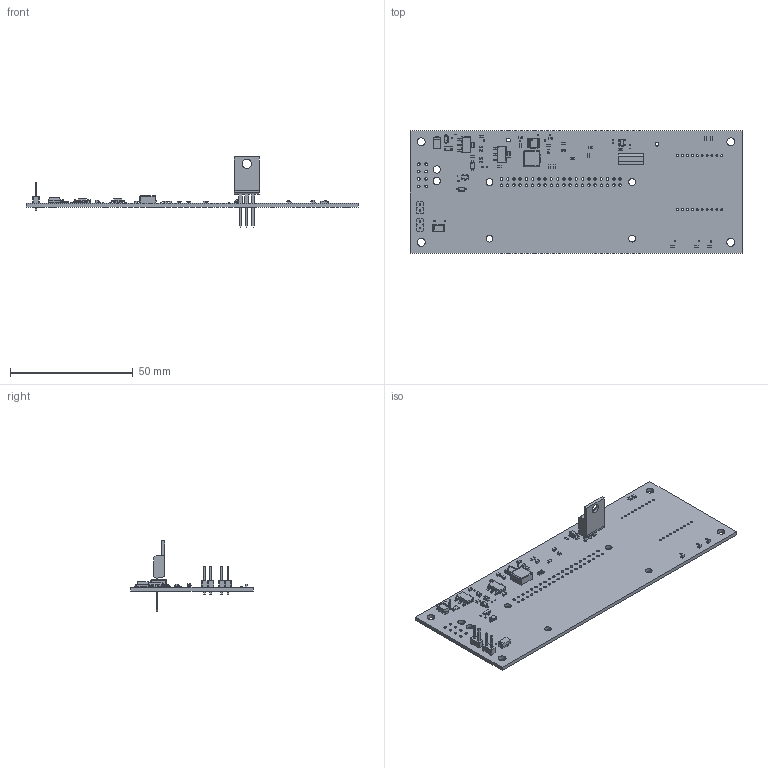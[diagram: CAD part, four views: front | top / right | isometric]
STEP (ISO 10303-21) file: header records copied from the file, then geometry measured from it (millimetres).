
FILE_DESCRIPTION(('KiCad electronic assembly'),'2;1');
FILE_NAME('DeckBoard.step','2026-01-29T21:31:10',('Pcbnew'),('Kicad'), 'Open CASCADE STEP processor 7.6','KiCad to STEP converter','Unknown' );
FILE_SCHEMA(('AUTOMOTIVE_DESIGN { 1 0 10303 214 1 1 1 1 }'));
Length unit declared in the file: millimetre
Products named in the file (16): DeckBoard 1; R_0201_0603Metric; C_0603_1608Metric; PinHeader_1x02_P2.54mm_Vertical; LED_0603_1608Metric; SOT-223; L_Vishay_IHLP-2525; D_SMA; MSOP-16-1EP_3x4.039mm_P0.5mm_EP1.651x2.845mm; L_0805_2012Metric; Fuse_1206_3216Metric; SOT-23; TO-220-3_Vertical; SOT-23-5; D_SOD-123; deck_boardv1.3_PCB
Assembly tree (59 placements, depth 2):
  DeckBoard 1
    R_0201_0603Metric  x20
    C_0603_1608Metric  x17
    PinHeader_1x02_P2.54mm_Vertical  x2
    LED_0603_1608Metric  x4
    SOT-223  x2
    L_Vishay_IHLP-2525
    D_SMA  x2
    MSOP-16-1EP_3x4.039mm_P0.5mm_EP1.651x2.845mm
    L_0805_2012Metric  x2
    Fuse_1206_3216Metric
    SOT-23
    TO-220-3_Vertical
    SOT-23-5
    D_SOD-123  x3
    deck_boardv1.3_PCB
Bounding box: 135 x 50 x 28.52 mm (x, y, z)
Volume: 10883.7 mm3; surface area: 15946.8 mm2
Topology: 59 solids, 59 shells, 2409 faces, 6297 edges, 4063 vertices
Faces by surface type: plane 1583, cylinder 690, bspline 132, sphere 4
Full cylindrical faces by diameter (mm): 0.25 x6, 0.8 x20, 1 x44, 1.02 x8, 1.1 x3, 1.6 x2, 2.75 x4, 3 x2, 3.2 x4, 3.735 x1
Entity records: 31540 total; most frequent: CARTESIAN_POINT 5808, ORIENTED_EDGE 5313, DIRECTION 5041, EDGE_CURVE 2657, LINE 1975, VECTOR 1975, VERTEX_POINT 1700, AXIS2_PLACEMENT_3D 1533
